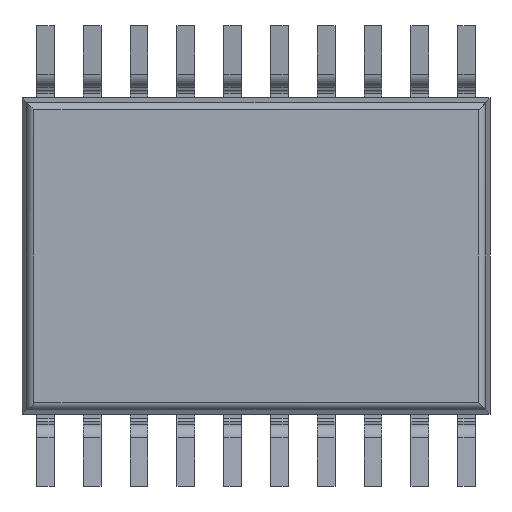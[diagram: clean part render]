
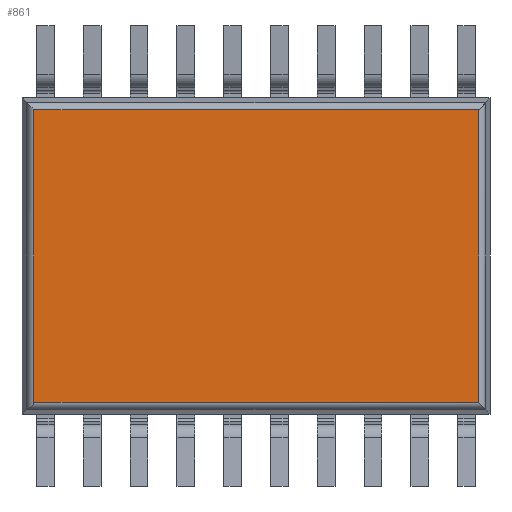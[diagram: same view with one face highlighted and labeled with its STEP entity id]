
A CAD part, front view. The second image highlights one B-rep face of the part: STEP entity #861.
In plain terms, the highlighted planar face has unit normal (0, -1, 0).
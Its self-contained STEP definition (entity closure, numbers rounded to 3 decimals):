
#861=ADVANCED_FACE('',(#1725),#1726,.T.);
#1725=FACE_OUTER_BOUND('',#2588,.T.);
#1726=PLANE('',#2589);
#2588=EDGE_LOOP('',(#5264,#5265,#5266,#5267));
#2589=AXIS2_PLACEMENT_3D('',#5268,#5269,#5270);
#5264=ORIENTED_EDGE('',*,*,#6514,.F.);
#5265=ORIENTED_EDGE('',*,*,#6481,.F.);
#5266=ORIENTED_EDGE('',*,*,#6515,.T.);
#5267=ORIENTED_EDGE('',*,*,#6488,.F.);
#5268=CARTESIAN_POINT('',(0.0,0.175,0.));
#5269=DIRECTION('',(0.,-1.0,0.));
#5270=DIRECTION('',(0.,0.,-1.0));
#6481=EDGE_CURVE('',#8130,#8125,#8132,.T.);
#6488=EDGE_CURVE('',#8141,#8143,#8144,.T.);
#6514=EDGE_CURVE('',#8125,#8141,#8177,.T.);
#6515=EDGE_CURVE('',#8130,#8143,#8178,.T.);
#8125=VERTEX_POINT('',#10420);
#8130=VERTEX_POINT('',#10437);
#8132=LINE('',#10455,#10456);
#8141=VERTEX_POINT('',#10468);
#8143=VERTEX_POINT('',#10487);
#8144=LINE('',#10488,#10489);
#8177=LINE('',#10607,#10608);
#8178=LINE('',#10609,#10610);
#10420=CARTESIAN_POINT('',(0.166,0.175,2.034));
#10437=CARTESIAN_POINT('',(0.166,0.175,-2.034));
#10455=CARTESIAN_POINT('',(0.166,0.175,0.));
#10456=VECTOR('',#11756,1.0);
#10468=CARTESIAN_POINT('',(6.344,0.175,2.034));
#10487=CARTESIAN_POINT('',(6.344,0.175,-2.034));
#10488=CARTESIAN_POINT('',(6.344,0.175,0.));
#10489=VECTOR('',#11760,1.0);
#10607=CARTESIAN_POINT('',(0.0,0.175,2.034));
#10608=VECTOR('',#11773,1.0);
#10609=CARTESIAN_POINT('',(0.0,0.175,-2.034));
#10610=VECTOR('',#11774,1.0);
#11756=DIRECTION('',(0.,0.0,1.0));
#11760=DIRECTION('',(0.,0.0,-1.0));
#11773=DIRECTION('',(1.0,0.0,0.));
#11774=DIRECTION('',(1.0,0.0,0.));
